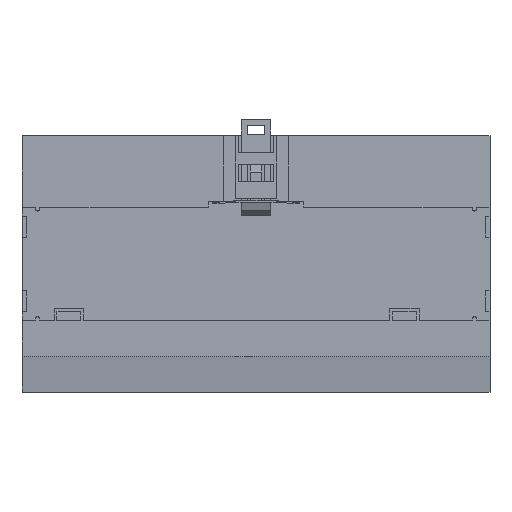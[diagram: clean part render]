
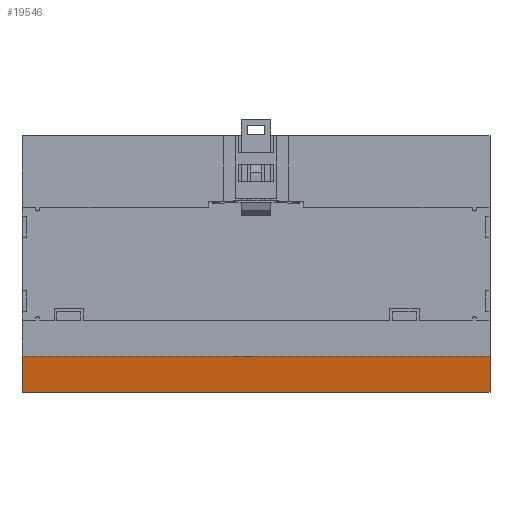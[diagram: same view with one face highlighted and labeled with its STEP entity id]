
A CAD part, front view. The second image highlights one B-rep face of the part: STEP entity #19546.
In plain terms, the highlighted planar face has unit normal (0, -0.989, -0.148).
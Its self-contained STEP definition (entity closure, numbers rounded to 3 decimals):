
#15 = DIRECTION ( 'NONE',  ( 0., 0.148, -0.989 ) ) ;
#1585 = LINE ( 'NONE', #50196, #6301 ) ;
#1597 = CARTESIAN_POINT ( 'NONE',  ( 0., -9.1, -31. ) ) ;
#4126 = EDGE_CURVE ( 'NONE', #33839, #13861, #1585, .T. ) ;
#5577 = CARTESIAN_POINT ( 'NONE',  ( 157., -9.1, -31. ) ) ;
#6301 = VECTOR ( 'NONE', #44635, 1000. ) ;
#7148 = LINE ( 'NONE', #1597, #39822 ) ;
#7232 = CARTESIAN_POINT ( 'NONE',  ( 157., -9.1, -31. ) ) ;
#7291 = VERTEX_POINT ( 'NONE', #52969 ) ;
#9533 = DIRECTION ( 'NONE',  ( 0., 0.148, -0.989 ) ) ;
#11116 = LINE ( 'NONE', #5577, #49905 ) ;
#11617 = DIRECTION ( 'NONE',  ( 1., 0., 0. ) ) ;
#13491 = ORIENTED_EDGE ( 'NONE', *, *, #53606, .T. ) ;
#13861 = VERTEX_POINT ( 'NONE', #7232 ) ;
#15080 = DIRECTION ( 'NONE',  ( 0., -0.989, -0.148 ) ) ;
#17116 = VECTOR ( 'NONE', #11617, 1000. ) ;
#17163 = CARTESIAN_POINT ( 'NONE',  ( 0., -7.307, -43. ) ) ;
#18765 = EDGE_CURVE ( 'NONE', #32887, #7291, #22688, .T. ) ;
#19546 = ADVANCED_FACE ( 'NONE', ( #26892 ), #26144, .T. ) ;
#20639 = CARTESIAN_POINT ( 'NONE',  ( 0., -9.1, -31. ) ) ;
#22688 = LINE ( 'NONE', #17163, #17116 ) ;
#26144 = PLANE ( 'NONE',  #32468 ) ;
#26892 = FACE_OUTER_BOUND ( 'NONE', #36945, .T. ) ;
#29024 = CARTESIAN_POINT ( 'NONE',  ( 0., -9.1, -31. ) ) ;
#31891 = ORIENTED_EDGE ( 'NONE', *, *, #4126, .F. ) ;
#32468 = AXIS2_PLACEMENT_3D ( 'NONE', #20639, #15080, #9533 ) ;
#32651 = EDGE_CURVE ( 'NONE', #13861, #7291, #11116, .T. ) ;
#32887 = VERTEX_POINT ( 'NONE', #47914 ) ;
#33839 = VERTEX_POINT ( 'NONE', #29024 ) ;
#36945 = EDGE_LOOP ( 'NONE', ( #51562, #31891, #13491, #37457 ) ) ;
#37457 = ORIENTED_EDGE ( 'NONE', *, *, #18765, .T. ) ;
#39822 = VECTOR ( 'NONE', #50210, 1000. ) ;
#44635 = DIRECTION ( 'NONE',  ( 1., 0., 0. ) ) ;
#47914 = CARTESIAN_POINT ( 'NONE',  ( 0., -7.307, -43. ) ) ;
#49905 = VECTOR ( 'NONE', #15, 1000. ) ;
#50196 = CARTESIAN_POINT ( 'NONE',  ( 0., -9.1, -31. ) ) ;
#50210 = DIRECTION ( 'NONE',  ( 0., 0.148, -0.989 ) ) ;
#51562 = ORIENTED_EDGE ( 'NONE', *, *, #32651, .F. ) ;
#52969 = CARTESIAN_POINT ( 'NONE',  ( 157., -7.307, -43. ) ) ;
#53606 = EDGE_CURVE ( 'NONE', #33839, #32887, #7148, .T. ) ;
